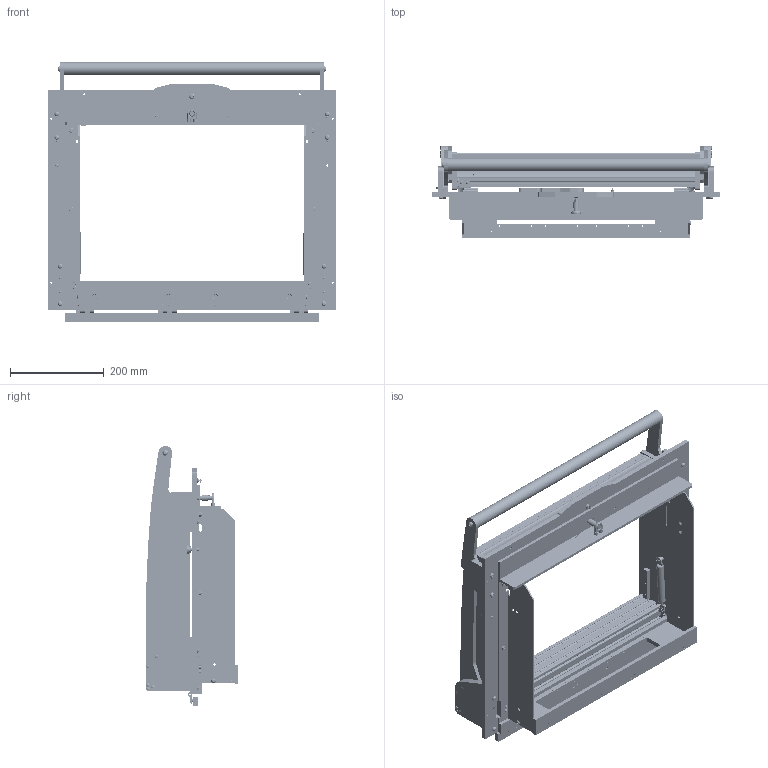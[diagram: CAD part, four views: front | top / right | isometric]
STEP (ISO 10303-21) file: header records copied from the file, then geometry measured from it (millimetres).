
FILE_DESCRIPTION (( 'STEP AP214' ), '1' );
FILE_NAME ('37790~7.STEP', '2017-11-06T08:00:53', ( '' ), ( '' ), 'SwSTEP 2.0', 'SolidWorks 2016', '' );
FILE_SCHEMA (( 'AUTOMOTIVE_DESIGN' ));
Length unit declared in the file: millimetre
Products named in the file (75): 37968~1_S; K_02037~0; 37792~1_S; K_02037~0_Standard ohne Dyn Punkt<Standard>; 49317~0; 53734~0_KUNDE<S>; 37967~0_felx <Standard>; 2281~0; 31446~13_KUNDE<S>; DIN6325~n_04,0m6x014; 38001~8; 31442~5_mit Zentrierstifen <S>; DIN6325~n_02,0m6x010; 37790~7; ISO7380~n_M05,0x020; DIN125~n_06,4 M06,0 Fase; ISO7380~n_M04,0x006; DIN6325~n_02,0m6x016; 31109~0; 30915~0; 37973~3_S; DIN912~n_M06,0x016; 2528~0; K_02038~0; DIN912~n_M04,0x020; DIN6325~n_04,0m6x024; 40513~4_KUNDE<S>; 35649~1_S; 53031~0_S; 3521~0_Spring Pin ISO 8752 - 3 x 16 - St; 39893~3_KUNDE<S>; 32724~1; 48728~1_S; DIN6325~n_03,0m6x010; DIN125~n_05,3 M05,0 Fase; DIN6325~n_04,0m6x012; DIN7991~n_M03,0x016 VA; DIN125~n_04,3 M04,0; ISO7380~n_M06,0x020; 31253~0_S ...
Assembly tree (183 placements, depth 3):
  37790~7
    38001~8
    53734~0_KUNDE<S>  x2
    31444~12_KUNDE<S>
    31446~13_KUNDE<S>
    55712~0_KUNDE<S>  x2
    40512~6_KUNDE<S>
    40513~4_KUNDE<S>
    39894~2_KUNDE<S>
    39893~3_KUNDE<S>
    34328~1_S  x2
    31443~1
    31442~5_mit Zentrierstifen <S>
    37792~1_S
    32339~4_S
    32587~4_S
    37972~4_S
    37971~7_S
    37968~1_S
    37973~3_S
    31666~1_S
    35649~1_S
    35651~0_S
    2281~0_180ø<Standard>  x3
      2281~0
    32341~6_S
    38827~0_S
    31253~0_S
    48728~1_S
      48726~2_S
      DIN6325~n_04,0m6x012
      48565~1_S
      DIN125~n_06,4 M06,0 Fase
      DIN125~n_04,3 M04,0  x2
      DIN912~n_M04,0x020  x2
      49317~0
    48727~1_S
      48726~2_S
      DIN6325~n_04,0m6x012
      48565~1_S
      DIN912~n_M04,0x020  x2
      DIN125~n_06,4 M06,0 Fase
      DIN125~n_04,3 M04,0  x2
      49317~0
    4824~0
    32578~1_S  x2
    35097~0
    35151~0_S
    37967~0_felx <Standard>
      K_02037~0
      K_02038~0
    31788~0
      K_02037~0_Standard ohne Dyn Punkt<Standard>
      K_02038~0
    57801~0_S  x2
    32724~1
    47523~0_S  x10
    53031~0_S
    31109~0
    30955~0_S
Bounding box: 616 x 198 x 554.94 mm (x, y, z)
Volume: 4672157.1 mm3; surface area: 1973041.6 mm2
Topology: 183 solids, 183 shells, 4203 faces, 10526 edges, 6701 vertices
Faces by surface type: cylinder 1767, plane 1551, cone 636, bspline 88, sphere 84, torus 77
Entity records: 82739 total; most frequent: CARTESIAN_POINT 14013, DIRECTION 13639, ORIENTED_EDGE 12026, EDGE_CURVE 6013, AXIS2_PLACEMENT_3D 5213, VERTEX_POINT 3882, LINE 3213, VECTOR 3213
